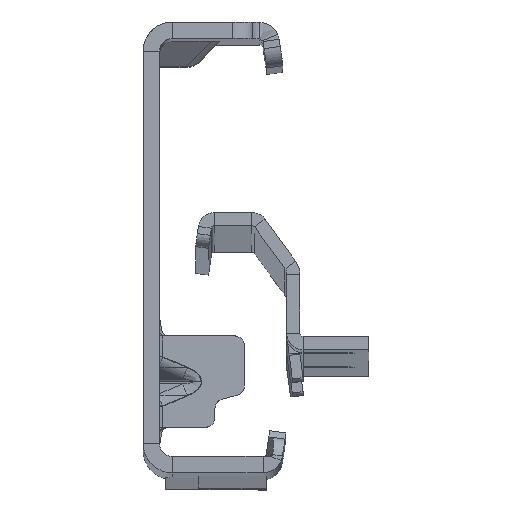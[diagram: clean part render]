
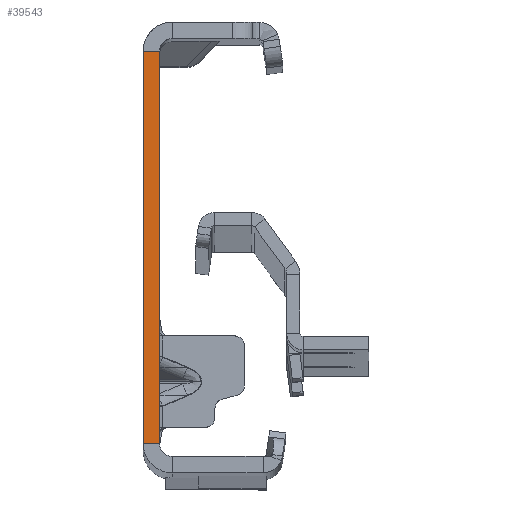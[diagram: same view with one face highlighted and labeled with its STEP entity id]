
A CAD part, top view. The second image highlights one B-rep face of the part: STEP entity #39543.
In plain terms, the highlighted planar face has unit normal (0, 0, 1).
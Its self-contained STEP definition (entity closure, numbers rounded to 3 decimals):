
#1298 = PLANE ( 'NONE',  #31277 ) ;
#1444 = ORIENTED_EDGE ( 'NONE', *, *, #5161, .T. ) ;
#2628 = CARTESIAN_POINT ( 'NONE',  ( -2.5, -32., 0. ) ) ;
#4662 = EDGE_LOOP ( 'NONE', ( #20374, #48411, #1444, #44022 ) ) ;
#5161 = EDGE_CURVE ( 'NONE', #18939, #34670, #9778, .T. ) ;
#7222 = CARTESIAN_POINT ( 'NONE',  ( 0., -32., 0. ) ) ;
#9405 = VECTOR ( 'NONE', #41352, 1000. ) ;
#9778 = LINE ( 'NONE', #2628, #9405 ) ;
#12401 = EDGE_CURVE ( 'NONE', #43837, #29242, #39226, .T. ) ;
#14100 = LINE ( 'NONE', #44663, #37177 ) ;
#18939 = VERTEX_POINT ( 'NONE', #27546 ) ;
#20094 = DIRECTION ( 'NONE',  ( 1., 0., 0. ) ) ;
#20332 = CARTESIAN_POINT ( 'NONE',  ( -2.5, -32., 0. ) ) ;
#20374 = ORIENTED_EDGE ( 'NONE', *, *, #12401, .F. ) ;
#24415 = DIRECTION ( 'NONE',  ( 0., 0., 1. ) ) ;
#25546 = VECTOR ( 'NONE', #46872, 1000. ) ;
#27094 = CARTESIAN_POINT ( 'NONE',  ( 0., -30., 0. ) ) ;
#27546 = CARTESIAN_POINT ( 'NONE',  ( -2.5, 30., 0. ) ) ;
#28577 = EDGE_CURVE ( 'NONE', #29242, #34670, #45723, .T. ) ;
#29242 = VERTEX_POINT ( 'NONE', #47789 ) ;
#31277 = AXIS2_PLACEMENT_3D ( 'NONE', #20332, #24415, #20094 ) ;
#32933 = DIRECTION ( 'NONE',  ( -1., 0., 0. ) ) ;
#34003 = DIRECTION ( 'NONE',  ( -1., 0., 0. ) ) ;
#34670 = VERTEX_POINT ( 'NONE', #48457 ) ;
#36324 = VECTOR ( 'NONE', #34003, 1000. ) ;
#37177 = VECTOR ( 'NONE', #32933, 1000. ) ;
#39226 = LINE ( 'NONE', #7222, #25546 ) ;
#39543 = ADVANCED_FACE ( 'NONE', ( #48140 ), #1298, .T. ) ;
#40917 = EDGE_CURVE ( 'NONE', #43837, #18939, #14100, .T. ) ;
#41352 = DIRECTION ( 'NONE',  ( 0., -1., 0. ) ) ;
#41695 = CARTESIAN_POINT ( 'NONE',  ( 0., 30., 0. ) ) ;
#43837 = VERTEX_POINT ( 'NONE', #41695 ) ;
#44022 = ORIENTED_EDGE ( 'NONE', *, *, #28577, .F. ) ;
#44663 = CARTESIAN_POINT ( 'NONE',  ( 0., 30., 0. ) ) ;
#45723 = LINE ( 'NONE', #27094, #36324 ) ;
#46872 = DIRECTION ( 'NONE',  ( 0., -1., 0. ) ) ;
#47789 = CARTESIAN_POINT ( 'NONE',  ( 0., -30., 0. ) ) ;
#48140 = FACE_OUTER_BOUND ( 'NONE', #4662, .T. ) ;
#48411 = ORIENTED_EDGE ( 'NONE', *, *, #40917, .T. ) ;
#48457 = CARTESIAN_POINT ( 'NONE',  ( -2.5, -30., 0. ) ) ;
